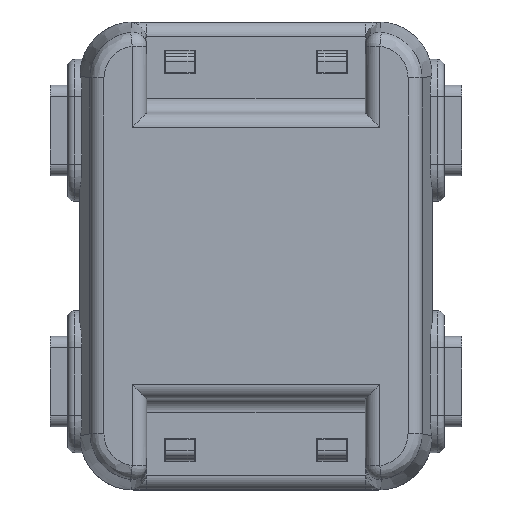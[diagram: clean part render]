
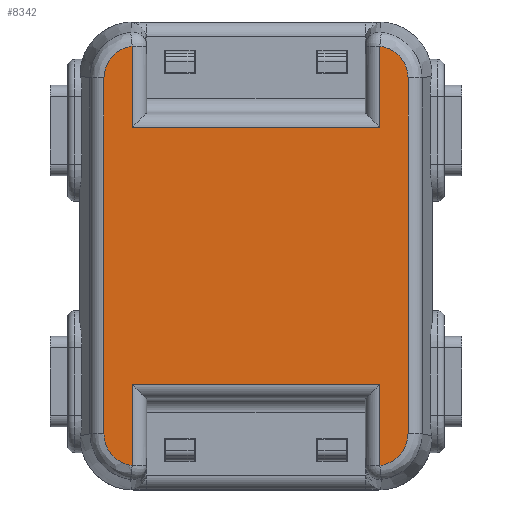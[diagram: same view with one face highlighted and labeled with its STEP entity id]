
A CAD part, top view. The second image highlights one B-rep face of the part: STEP entity #8342.
In plain terms, the highlighted planar face has unit normal (0, 0, 1).
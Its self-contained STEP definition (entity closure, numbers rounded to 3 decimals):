
#134=B_SPLINE_CURVE_WITH_KNOTS('',3,(#13888,#13889,#13890,#13891,#13892),
 .UNSPECIFIED.,.F.,.F.,(4,1,4),(-0.784,0.046,0.669),
 .UNSPECIFIED.);
#138=B_SPLINE_CURVE_WITH_KNOTS('',3,(#13999,#14000,#14001,#14002,#14003),
 .UNSPECIFIED.,.F.,.F.,(4,1,4),(-0.784,0.046,0.669),
 .UNSPECIFIED.);
#139=B_SPLINE_CURVE_WITH_KNOTS('',3,(#14030,#14031,#14032,#14033,#14034),
 .UNSPECIFIED.,.F.,.F.,(4,1,4),(-0.669,-0.046,
0.784),.UNSPECIFIED.);
#141=B_SPLINE_CURVE_WITH_KNOTS('',3,(#14048,#14049,#14050,#14051,#14052),
 .UNSPECIFIED.,.F.,.F.,(4,1,4),(-0.669,-0.046,
0.784),.UNSPECIFIED.);
#998=FACE_OUTER_BOUND('',#1455,.T.);
#1455=EDGE_LOOP('',(#6830,#6831,#6832,#6833,#6834,#6835,#6836,#6837,#6838,
#6839,#6840,#6841));
#2134=LINE('',#13777,#2934);
#2135=LINE('',#13783,#2935);
#2136=LINE('',#13787,#2936);
#2137=LINE('',#13896,#2937);
#2138=LINE('',#13901,#2938);
#2139=LINE('',#13906,#2939);
#2141=LINE('',#14044,#2941);
#2142=LINE('',#14047,#2942);
#2934=VECTOR('',#10814,10.);
#2935=VECTOR('',#10823,10.);
#2936=VECTOR('',#10828,10.);
#2937=VECTOR('',#10845,10.);
#2938=VECTOR('',#10852,10.);
#2939=VECTOR('',#10859,10.);
#2941=VECTOR('',#10879,10.);
#2942=VECTOR('',#10882,10.);
#3779=VERTEX_POINT('',#13775);
#3780=VERTEX_POINT('',#13776);
#3781=VERTEX_POINT('',#13781);
#3782=VERTEX_POINT('',#13785);
#3784=VERTEX_POINT('',#13886);
#3785=VERTEX_POINT('',#13894);
#3786=VERTEX_POINT('',#13895);
#3787=VERTEX_POINT('',#13900);
#3788=VERTEX_POINT('',#13904);
#3790=VERTEX_POINT('',#13997);
#3791=VERTEX_POINT('',#14029);
#3793=VERTEX_POINT('',#14046);
#4839=EDGE_CURVE('',#3779,#3780,#2134,.T.);
#4843=EDGE_CURVE('',#3781,#3779,#2135,.T.);
#4845=EDGE_CURVE('',#3782,#3781,#2136,.T.);
#4854=EDGE_CURVE('',#3784,#3782,#134,.T.);
#4855=EDGE_CURVE('',#3785,#3786,#2137,.T.);
#4858=EDGE_CURVE('',#3787,#3785,#2138,.T.);
#4861=EDGE_CURVE('',#3788,#3787,#2139,.T.);
#4870=EDGE_CURVE('',#3790,#3788,#138,.T.);
#4871=EDGE_CURVE('',#3780,#3791,#139,.T.);
#4875=EDGE_CURVE('',#3791,#3790,#2141,.T.);
#4876=EDGE_CURVE('',#3793,#3784,#2142,.T.);
#4877=EDGE_CURVE('',#3786,#3793,#141,.T.);
#6830=ORIENTED_EDGE('',*,*,#4845,.F.);
#6831=ORIENTED_EDGE('',*,*,#4854,.F.);
#6832=ORIENTED_EDGE('',*,*,#4876,.F.);
#6833=ORIENTED_EDGE('',*,*,#4877,.F.);
#6834=ORIENTED_EDGE('',*,*,#4855,.F.);
#6835=ORIENTED_EDGE('',*,*,#4858,.F.);
#6836=ORIENTED_EDGE('',*,*,#4861,.F.);
#6837=ORIENTED_EDGE('',*,*,#4870,.F.);
#6838=ORIENTED_EDGE('',*,*,#4875,.F.);
#6839=ORIENTED_EDGE('',*,*,#4871,.F.);
#6840=ORIENTED_EDGE('',*,*,#4839,.F.);
#6841=ORIENTED_EDGE('',*,*,#4843,.F.);
#7974=PLANE('',#9063);
#8342=ADVANCED_FACE('',(#998),#7974,.F.);
#9063=AXIS2_PLACEMENT_3D('',#14045,#10880,#10881);
#10814=DIRECTION('',(0.,1.,0.));
#10823=DIRECTION('',(1.,0.,0.));
#10828=DIRECTION('',(0.,-1.,0.));
#10845=DIRECTION('',(0.,-1.,0.));
#10852=DIRECTION('',(-1.,0.,0.));
#10859=DIRECTION('',(0.,1.,0.));
#10879=DIRECTION('',(0.,-1.,0.));
#10880=DIRECTION('center_axis',(0.,0.,-1.));
#10881=DIRECTION('ref_axis',(1.,0.,0.));
#10882=DIRECTION('',(0.,1.,0.));
#13775=CARTESIAN_POINT('',(29.9,36.48,11.7));
#13776=CARTESIAN_POINT('',(29.9,45.008,11.7));
#13777=CARTESIAN_POINT('',(29.9,35.605,11.7));
#13781=CARTESIAN_POINT('',(3.9,36.48,11.7));
#13783=CARTESIAN_POINT('',(3.675,36.48,11.7));
#13785=CARTESIAN_POINT('',(3.9,45.008,11.7));
#13787=CARTESIAN_POINT('',(3.9,40.73,11.7));
#13886=CARTESIAN_POINT('',(0.93,41.674,11.7));
#13888=CARTESIAN_POINT('Ctrl Pts',(0.93,41.674,11.7));
#13889=CARTESIAN_POINT('Ctrl Pts',(0.93,42.606,11.7));
#13890=CARTESIAN_POINT('Ctrl Pts',(1.647,44.221,11.7));
#13891=CARTESIAN_POINT('Ctrl Pts',(3.206,44.928,11.7));
#13892=CARTESIAN_POINT('Ctrl Pts',(3.9,45.008,11.7));
#13894=CARTESIAN_POINT('',(3.9,9.48,11.7));
#13895=CARTESIAN_POINT('',(3.9,0.952,11.7));
#13896=CARTESIAN_POINT('',(3.9,20.605,11.7));
#13900=CARTESIAN_POINT('',(29.9,9.48,11.7));
#13901=CARTESIAN_POINT('',(15.175,9.48,11.7));
#13904=CARTESIAN_POINT('',(29.9,0.952,11.7));
#13906=CARTESIAN_POINT('',(29.9,15.48,11.7));
#13997=CARTESIAN_POINT('',(32.87,4.286,11.7));
#13999=CARTESIAN_POINT('Ctrl Pts',(32.87,4.286,11.7));
#14000=CARTESIAN_POINT('Ctrl Pts',(32.87,3.354,11.7));
#14001=CARTESIAN_POINT('Ctrl Pts',(32.153,1.739,11.7));
#14002=CARTESIAN_POINT('Ctrl Pts',(30.594,1.032,11.7));
#14003=CARTESIAN_POINT('Ctrl Pts',(29.9,0.952,11.7));
#14029=CARTESIAN_POINT('',(32.87,41.674,11.7));
#14030=CARTESIAN_POINT('Ctrl Pts',(29.9,45.008,11.7));
#14031=CARTESIAN_POINT('Ctrl Pts',(30.594,44.928,11.7));
#14032=CARTESIAN_POINT('Ctrl Pts',(32.153,44.221,11.7));
#14033=CARTESIAN_POINT('Ctrl Pts',(32.87,42.606,11.7));
#14034=CARTESIAN_POINT('Ctrl Pts',(32.87,41.674,11.7));
#14044=CARTESIAN_POINT('',(32.87,23.36,11.7));
#14045=CARTESIAN_POINT('Origin',(1.95,33.23,11.7));
#14046=CARTESIAN_POINT('',(0.93,4.286,11.7));
#14047=CARTESIAN_POINT('',(0.93,32.85,11.7));
#14048=CARTESIAN_POINT('Ctrl Pts',(3.9,0.952,11.7));
#14049=CARTESIAN_POINT('Ctrl Pts',(3.206,1.032,11.7));
#14050=CARTESIAN_POINT('Ctrl Pts',(1.646,1.738,11.7));
#14051=CARTESIAN_POINT('Ctrl Pts',(0.93,3.354,11.7));
#14052=CARTESIAN_POINT('Ctrl Pts',(0.93,4.286,11.7));
